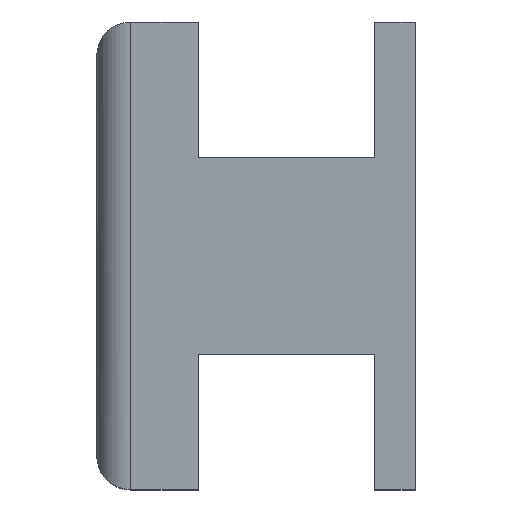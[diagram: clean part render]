
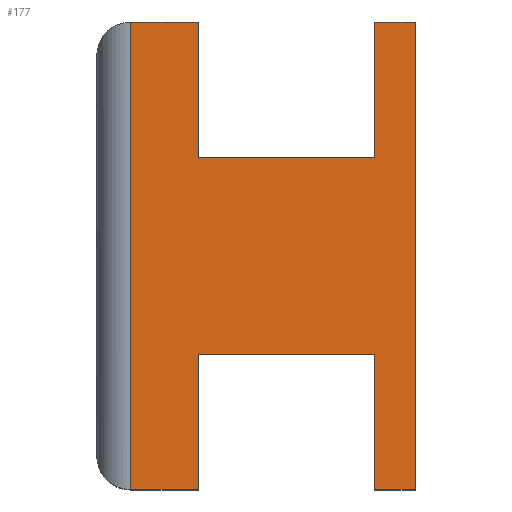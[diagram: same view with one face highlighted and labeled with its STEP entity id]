
A CAD part, top view. The second image highlights one B-rep face of the part: STEP entity #177.
In plain terms, the highlighted planar face has unit normal (0, 0, 1).
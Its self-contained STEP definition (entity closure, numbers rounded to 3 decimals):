
#32 = VERTEX_POINT('',#33);
#33 = CARTESIAN_POINT('',(-1.,-11.22,14.6));
#39 = EDGE_CURVE('',#40,#32,#42,.T.);
#40 = VERTEX_POINT('',#41);
#41 = CARTESIAN_POINT('',(0.,-11.22,14.6));
#42 = LINE('',#43,#44);
#43 = CARTESIAN_POINT('',(0.,-11.22,14.6));
#44 = VECTOR('',#45,1.);
#45 = DIRECTION('',(-1.,0.,0.));
#128 = VERTEX_POINT('',#129);
#129 = CARTESIAN_POINT('',(0.,-4.32,14.6));
#135 = EDGE_CURVE('',#136,#128,#138,.T.);
#136 = VERTEX_POINT('',#137);
#137 = CARTESIAN_POINT('',(0.,-6.32,14.6));
#138 = LINE('',#139,#140);
#139 = CARTESIAN_POINT('',(0.,-11.22,14.6));
#140 = VECTOR('',#141,1.);
#141 = DIRECTION('',(0.,1.,0.));
#160 = VERTEX_POINT('',#161);
#161 = CARTESIAN_POINT('',(0.,-9.22,14.6));
#167 = EDGE_CURVE('',#40,#160,#168,.T.);
#168 = LINE('',#169,#170);
#169 = CARTESIAN_POINT('',(0.,-11.22,14.6));
#170 = VECTOR('',#171,1.);
#171 = DIRECTION('',(0.,1.,0.));
#177 = ADVANCED_FACE('',(#178),#251,.T.);
#178 = FACE_BOUND('',#179,.T.);
#179 = EDGE_LOOP('',(#180,#188,#194,#195,#196,#204,#212,#220,#228,#236,
    #244,#250));
#180 = ORIENTED_EDGE('',*,*,#181,.T.);
#181 = EDGE_CURVE('',#128,#182,#184,.T.);
#182 = VERTEX_POINT('',#183);
#183 = CARTESIAN_POINT('',(-1.,-4.32,14.6));
#184 = LINE('',#185,#186);
#185 = CARTESIAN_POINT('',(0.,-4.32,14.6));
#186 = VECTOR('',#187,1.);
#187 = DIRECTION('',(-1.,0.,0.));
#188 = ORIENTED_EDGE('',*,*,#189,.F.);
#189 = EDGE_CURVE('',#32,#182,#190,.T.);
#190 = LINE('',#191,#192);
#191 = CARTESIAN_POINT('',(-1.,-11.22,14.6));
#192 = VECTOR('',#193,1.);
#193 = DIRECTION('',(0.,1.,0.));
#194 = ORIENTED_EDGE('',*,*,#39,.F.);
#195 = ORIENTED_EDGE('',*,*,#167,.T.);
#196 = ORIENTED_EDGE('',*,*,#197,.T.);
#197 = EDGE_CURVE('',#160,#198,#200,.T.);
#198 = VERTEX_POINT('',#199);
#199 = CARTESIAN_POINT('',(2.6,-9.22,14.6));
#200 = LINE('',#201,#202);
#201 = CARTESIAN_POINT('',(0.,-9.22,14.6));
#202 = VECTOR('',#203,1.);
#203 = DIRECTION('',(1.,0.,0.));
#204 = ORIENTED_EDGE('',*,*,#205,.T.);
#205 = EDGE_CURVE('',#198,#206,#208,.T.);
#206 = VERTEX_POINT('',#207);
#207 = CARTESIAN_POINT('',(2.6,-11.22,14.6));
#208 = LINE('',#209,#210);
#209 = CARTESIAN_POINT('',(2.6,-4.32,14.6));
#210 = VECTOR('',#211,1.);
#211 = DIRECTION('',(0.,-1.,0.));
#212 = ORIENTED_EDGE('',*,*,#213,.T.);
#213 = EDGE_CURVE('',#206,#214,#216,.T.);
#214 = VERTEX_POINT('',#215);
#215 = CARTESIAN_POINT('',(3.2,-11.22,14.6));
#216 = LINE('',#217,#218);
#217 = CARTESIAN_POINT('',(2.6,-11.22,14.6));
#218 = VECTOR('',#219,1.);
#219 = DIRECTION('',(1.,0.,0.));
#220 = ORIENTED_EDGE('',*,*,#221,.F.);
#221 = EDGE_CURVE('',#222,#214,#224,.T.);
#222 = VERTEX_POINT('',#223);
#223 = CARTESIAN_POINT('',(3.2,-4.32,14.6));
#224 = LINE('',#225,#226);
#225 = CARTESIAN_POINT('',(3.2,-4.32,14.6));
#226 = VECTOR('',#227,1.);
#227 = DIRECTION('',(0.,-1.,0.));
#228 = ORIENTED_EDGE('',*,*,#229,.F.);
#229 = EDGE_CURVE('',#230,#222,#232,.T.);
#230 = VERTEX_POINT('',#231);
#231 = CARTESIAN_POINT('',(2.6,-4.32,14.6));
#232 = LINE('',#233,#234);
#233 = CARTESIAN_POINT('',(2.6,-4.32,14.6));
#234 = VECTOR('',#235,1.);
#235 = DIRECTION('',(1.,0.,0.));
#236 = ORIENTED_EDGE('',*,*,#237,.T.);
#237 = EDGE_CURVE('',#230,#238,#240,.T.);
#238 = VERTEX_POINT('',#239);
#239 = CARTESIAN_POINT('',(2.6,-6.32,14.6));
#240 = LINE('',#241,#242);
#241 = CARTESIAN_POINT('',(2.6,-4.32,14.6));
#242 = VECTOR('',#243,1.);
#243 = DIRECTION('',(0.,-1.,0.));
#244 = ORIENTED_EDGE('',*,*,#245,.F.);
#245 = EDGE_CURVE('',#136,#238,#246,.T.);
#246 = LINE('',#247,#248);
#247 = CARTESIAN_POINT('',(0.,-6.32,14.6));
#248 = VECTOR('',#249,1.);
#249 = DIRECTION('',(1.,0.,0.));
#250 = ORIENTED_EDGE('',*,*,#135,.T.);
#251 = PLANE('',#252);
#252 = AXIS2_PLACEMENT_3D('',#253,#254,#255);
#253 = CARTESIAN_POINT('',(0.965,-7.77,14.6));
#254 = DIRECTION('',(0.,0.,1.));
#255 = DIRECTION('',(1.,0.,0.));
